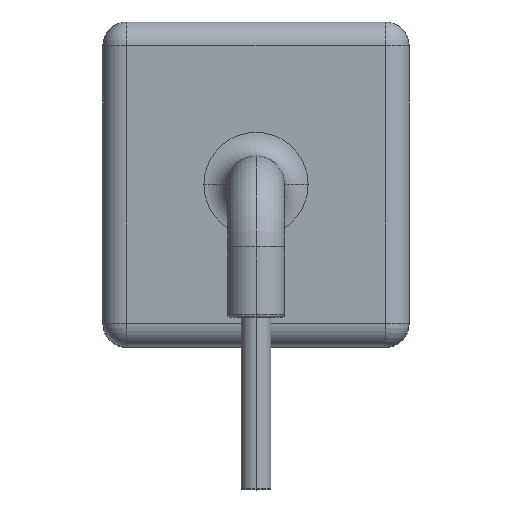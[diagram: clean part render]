
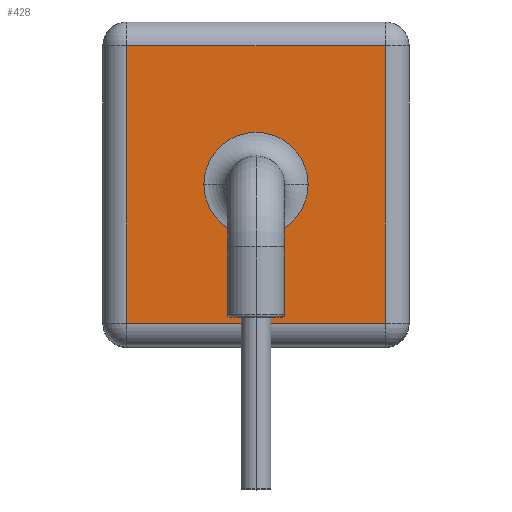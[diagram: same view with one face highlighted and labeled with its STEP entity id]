
A CAD part, top view. The second image highlights one B-rep face of the part: STEP entity #428.
In plain terms, the highlighted planar face has unit normal (0, 0, 1).
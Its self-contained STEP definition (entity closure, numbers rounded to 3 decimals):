
#86 = VERTEX_POINT ( 'NONE', #1428 ) ;
#87 = VERTEX_POINT ( 'NONE', #1429 ) ;
#88 = VERTEX_POINT ( 'NONE', #1430 ) ;
#89 = VERTEX_POINT ( 'NONE', #1431 ) ;
#90 = VERTEX_POINT ( 'NONE', #1432 ) ;
#91 = VERTEX_POINT ( 'NONE', #1433 ) ;
#159 = EDGE_LOOP ( 'NONE', ( #1562, #1563 ) ) ;
#174 = EDGE_LOOP ( 'NONE', ( #1564, #1566, #1565, #1567 ) ) ;
#238 = VECTOR ( 'NONE', #1104, 1000. ) ;
#345 = AXIS2_PLACEMENT_3D ( 'NONE', #876, #877, #878 ) ;
#349 = FACE_OUTER_BOUND ( 'NONE', #174, .T. ) ;
#356 = FACE_BOUND ( 'NONE', #159, .T. ) ;
#394 = CIRCLE ( 'NONE', #746, 2.199 ) ;
#423 = CIRCLE ( 'NONE', #662, 2.199 ) ;
#428 = ADVANCED_FACE ( 'NONE', ( #356, #349 ), #869, .F. ) ;
#662 = AXIS2_PLACEMENT_3D ( 'NONE', #1148, #1149, #1150 ) ;
#670 = VECTOR ( 'NONE', #1145, 1000. ) ;
#682 = VECTOR ( 'NONE', #1113, 1000. ) ;
#683 = VECTOR ( 'NONE', #1110, 1000. ) ;
#746 = AXIS2_PLACEMENT_3D ( 'NONE', #1229, #1230, #1231 ) ;
#869 = PLANE ( 'NONE',  #345 ) ;
#876 = CARTESIAN_POINT ( 'NONE',  ( 0., 0., 7.91 ) ) ;
#877 = DIRECTION ( 'NONE',  ( 0., 0., -1. ) ) ;
#878 = DIRECTION ( 'NONE',  ( -1., 0., 0. ) ) ;
#1102 = LINE ( 'NONE', #1103, #238 ) ;
#1103 = CARTESIAN_POINT ( 'NONE',  ( -5.459, 0., 7.91 ) ) ;
#1104 = DIRECTION ( 'NONE',  ( 0., -1., 0. ) ) ;
#1108 = LINE ( 'NONE', #1109, #683 ) ;
#1109 = CARTESIAN_POINT ( 'NONE',  ( 0., -5.859, 7.91 ) ) ;
#1110 = DIRECTION ( 'NONE',  ( 1., 0., 0. ) ) ;
#1111 = LINE ( 'NONE', #1112, #682 ) ;
#1112 = CARTESIAN_POINT ( 'NONE',  ( 5.459, 0., 7.91 ) ) ;
#1113 = DIRECTION ( 'NONE',  ( 0., 1., 0. ) ) ;
#1143 = LINE ( 'NONE', #1144, #670 ) ;
#1144 = CARTESIAN_POINT ( 'NONE',  ( 0., 5.859, 7.91 ) ) ;
#1145 = DIRECTION ( 'NONE',  ( -1., 0., 0. ) ) ;
#1148 = CARTESIAN_POINT ( 'NONE',  ( 0., 0., 7.91 ) ) ;
#1149 = DIRECTION ( 'NONE',  ( 0., 0., -1. ) ) ;
#1150 = DIRECTION ( 'NONE',  ( -1., 0., 0. ) ) ;
#1229 = CARTESIAN_POINT ( 'NONE',  ( 0., 0., 7.91 ) ) ;
#1230 = DIRECTION ( 'NONE',  ( 0., 0., -1. ) ) ;
#1231 = DIRECTION ( 'NONE',  ( -1., 0., 0. ) ) ;
#1428 = CARTESIAN_POINT ( 'NONE',  ( 2.199, 0., 7.91 ) ) ;
#1429 = CARTESIAN_POINT ( 'NONE',  ( -2.199, 0., 7.91 ) ) ;
#1430 = CARTESIAN_POINT ( 'NONE',  ( 5.459, 5.859, 7.91 ) ) ;
#1431 = CARTESIAN_POINT ( 'NONE',  ( -5.459, 5.859, 7.91 ) ) ;
#1432 = CARTESIAN_POINT ( 'NONE',  ( -5.459, -5.859, 7.91 ) ) ;
#1433 = CARTESIAN_POINT ( 'NONE',  ( 5.459, -5.859, 7.91 ) ) ;
#1562 = ORIENTED_EDGE ( 'NONE', *, *, #1818, .T. ) ;
#1563 = ORIENTED_EDGE ( 'NONE', *, *, #1843, .T. ) ;
#1564 = ORIENTED_EDGE ( 'NONE', *, *, #1816, .T. ) ;
#1565 = ORIENTED_EDGE ( 'NONE', *, *, #1805, .T. ) ;
#1566 = ORIENTED_EDGE ( 'NONE', *, *, #1803, .T. ) ;
#1567 = ORIENTED_EDGE ( 'NONE', *, *, #1806, .T. ) ;
#1803 = EDGE_CURVE ( 'NONE', #89, #90, #1102, .T. ) ;
#1805 = EDGE_CURVE ( 'NONE', #90, #91, #1108, .T. ) ;
#1806 = EDGE_CURVE ( 'NONE', #91, #88, #1111, .T. ) ;
#1816 = EDGE_CURVE ( 'NONE', #88, #89, #1143, .T. ) ;
#1818 = EDGE_CURVE ( 'NONE', #87, #86, #423, .T. ) ;
#1843 = EDGE_CURVE ( 'NONE', #86, #87, #394, .T. ) ;
